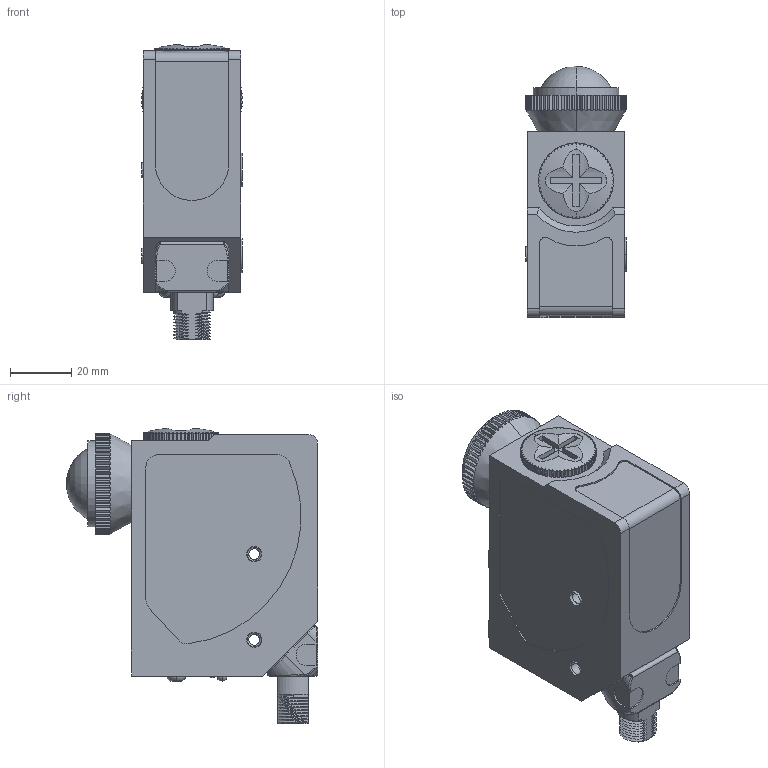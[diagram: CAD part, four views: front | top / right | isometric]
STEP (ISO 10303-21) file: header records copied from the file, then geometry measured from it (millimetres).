
FILE_DESCRIPTION((''),'2;1');
FILE_NAME('146866_ASM','2015-09-15T',('pdmadmin'),(''),'PRO/ENGINEER BY PARAMETRIC TECHNOLOGY CORPORATION, 2013230','PRO/ENGINEER BY PARAMETRIC TECHNOLOGY CORPORATION, 2013230','');
FILE_SCHEMA(('CONFIG_CONTROL_DESIGN'));
Length unit declared in the file: millimetre
Products named in the file (2): 146866; 146866_ASM
Assembly tree (1 placements, depth 2):
  146866_ASM
    146866
Bounding box: 32.98 x 82.1 x 96.51 mm (x, y, z)
Volume: 159510.9 mm3; surface area: 25405.6 mm2
Topology: 1 solids, 9 shells, 752 faces, 2108 edges, 1386 vertices
Faces by surface type: plane 412, cylinder 235, bspline 67, cone 19, sphere 10, torus 9
Entity records: 31941 total; most frequent: CARTESIAN_POINT 12610, ORIENTED_EDGE 4164, DIRECTION 3939, EDGE_CURVE 2098, AXIS2_PLACEMENT_3D 1435, VERTEX_POINT 1386, VECTOR 1069, LINE 1069
